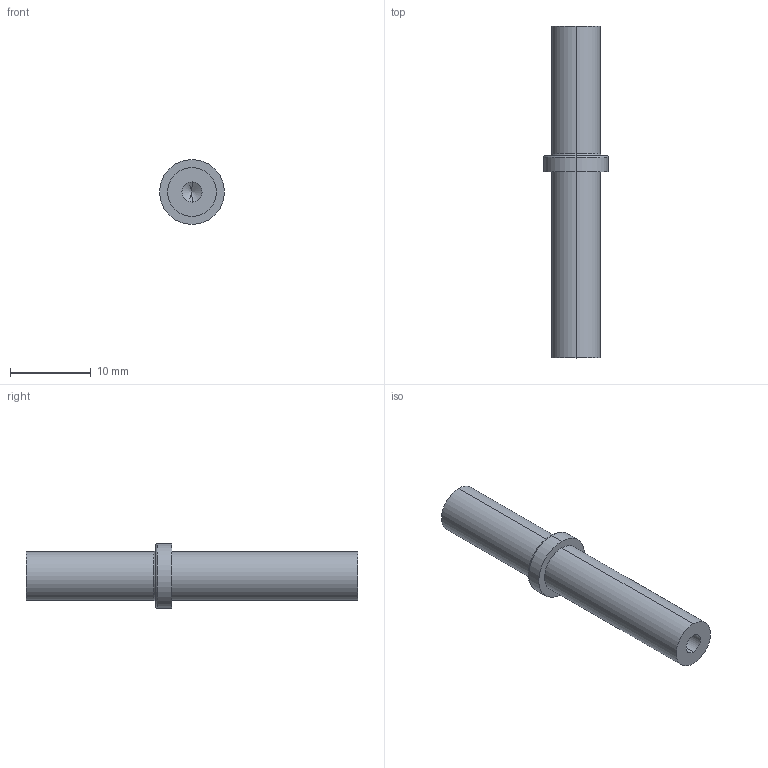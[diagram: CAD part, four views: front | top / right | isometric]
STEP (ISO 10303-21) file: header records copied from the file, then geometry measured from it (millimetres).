
FILE_DESCRIPTION (( 'STEP AP214' ), '1' );
FILE_NAME ('bicep_elbow.STEP', '2018-04-09T17:19:23', ( '' ), ( '' ), 'SwSTEP 2.0', 'SolidWorks 2015', '' );
FILE_SCHEMA (( 'AUTOMOTIVE_DESIGN' ));
Length unit declared in the file: millimetre
Products named in the file (1): bicep_elbow
Bounding box: 8 x 41 x 8 mm (x, y, z)
Volume: 1122.2 mm3; surface area: 1008.5 mm2
Topology: 1 solids, 1 shells, 22 faces, 46 edges, 26 vertices
Faces by surface type: cylinder 10, torus 4, cone 4, plane 4
Entity records: 644 total; most frequent: DIRECTION 116, CARTESIAN_POINT 91, ORIENTED_EDGE 84, AXIS2_PLACEMENT_3D 51, EDGE_CURVE 42, CIRCLE 28, VERTEX_POINT 26, EDGE_LOOP 26
